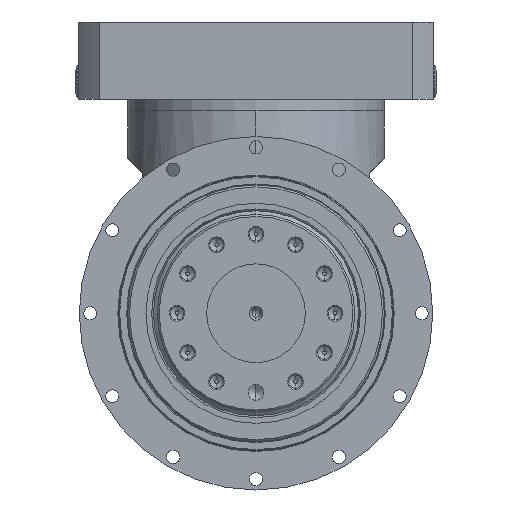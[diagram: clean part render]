
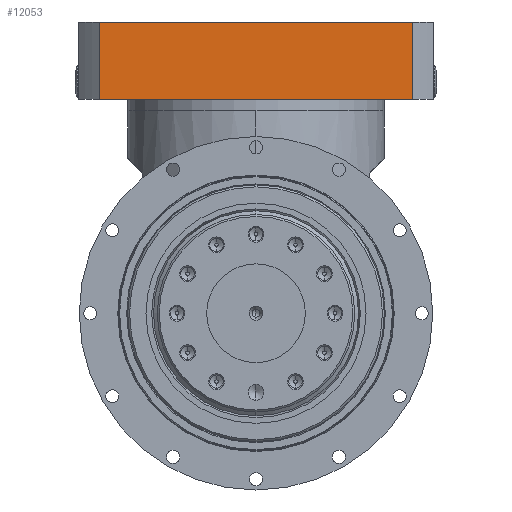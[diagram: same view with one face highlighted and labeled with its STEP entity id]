
A CAD part, left-side view. The second image highlights one B-rep face of the part: STEP entity #12053.
In plain terms, the highlighted planar face has unit normal (-1, 0, 0).
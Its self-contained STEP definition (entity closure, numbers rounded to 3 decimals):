
#971 = DIRECTION ( 'NONE',  ( 0., 1., 0. ) ) ;
#3421 = FACE_OUTER_BOUND ( 'NONE', #14375, .T. ) ;
#3544 = EDGE_CURVE ( 'NONE', #17406, #4369, #4973, .T. ) ;
#4369 = VERTEX_POINT ( 'NONE', #11465 ) ;
#4499 = ORIENTED_EDGE ( 'NONE', *, *, #12041, .F. ) ;
#4806 = CARTESIAN_POINT ( 'NONE',  ( 39., 0., 147.5 ) ) ;
#4973 = LINE ( 'NONE', #4806, #15755 ) ;
#5845 = DIRECTION ( 'NONE',  ( 1., 0., 0. ) ) ;
#5934 = CARTESIAN_POINT ( 'NONE',  ( 39., 79.373, 147.5 ) ) ;
#8634 = CARTESIAN_POINT ( 'NONE',  ( 39., 79.373, 147.5 ) ) ;
#9847 = DIRECTION ( 'NONE',  ( 0., -1., 0. ) ) ;
#9992 = ORIENTED_EDGE ( 'NONE', *, *, #16052, .F. ) ;
#11465 = CARTESIAN_POINT ( 'NONE',  ( 39., -79.373, 147.5 ) ) ;
#11474 = VERTEX_POINT ( 'NONE', #26737 ) ;
#12041 = EDGE_CURVE ( 'NONE', #4369, #11474, #15776, .T. ) ;
#12053 = ADVANCED_FACE ( 'NONE', ( #3421 ), #30572, .F. ) ;
#12437 = ORIENTED_EDGE ( 'NONE', *, *, #30711, .F. ) ;
#13013 = AXIS2_PLACEMENT_3D ( 'NONE', #18223, #5845, #971 ) ;
#14375 = EDGE_LOOP ( 'NONE', ( #9992, #4499, #18114, #12437 ) ) ;
#15755 = VECTOR ( 'NONE', #9847, 1000. ) ;
#15776 = LINE ( 'NONE', #27805, #27661 ) ;
#15871 = VERTEX_POINT ( 'NONE', #17536 ) ;
#16052 = EDGE_CURVE ( 'NONE', #11474, #15871, #31640, .T. ) ;
#17406 = VERTEX_POINT ( 'NONE', #8634 ) ;
#17536 = CARTESIAN_POINT ( 'NONE',  ( 39., 79.373, 108.5 ) ) ;
#18114 = ORIENTED_EDGE ( 'NONE', *, *, #3544, .F. ) ;
#18223 = CARTESIAN_POINT ( 'NONE',  ( 39., -87.617, 102.5 ) ) ;
#18512 = DIRECTION ( 'NONE',  ( 0., 1., 0. ) ) ;
#19221 = VECTOR ( 'NONE', #18512, 1000. ) ;
#20592 = LINE ( 'NONE', #5934, #31465 ) ;
#20667 = DIRECTION ( 'NONE',  ( 0., 0., -1. ) ) ;
#23493 = DIRECTION ( 'NONE',  ( 0., 0., 1. ) ) ;
#26737 = CARTESIAN_POINT ( 'NONE',  ( 39., -79.373, 108.5 ) ) ;
#27661 = VECTOR ( 'NONE', #20667, 1000. ) ;
#27805 = CARTESIAN_POINT ( 'NONE',  ( 39., -79.373, 147.5 ) ) ;
#28729 = CARTESIAN_POINT ( 'NONE',  ( 39., 0., 108.5 ) ) ;
#30572 = PLANE ( 'NONE',  #13013 ) ;
#30711 = EDGE_CURVE ( 'NONE', #15871, #17406, #20592, .T. ) ;
#31465 = VECTOR ( 'NONE', #23493, 1000. ) ;
#31640 = LINE ( 'NONE', #28729, #19221 ) ;
